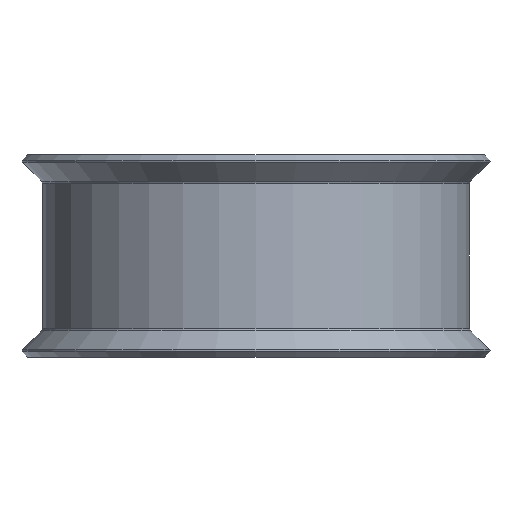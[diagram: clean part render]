
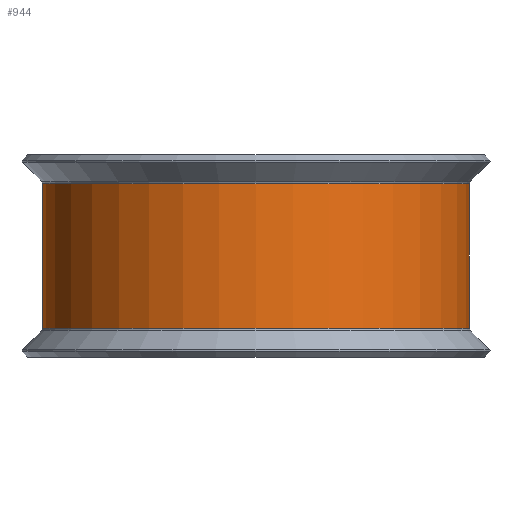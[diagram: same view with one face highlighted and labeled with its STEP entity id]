
A CAD part, front view. The second image highlights one B-rep face of the part: STEP entity #944.
In plain terms, the highlighted cylindrical face has radius 13.335 mm (diameter 26.67 mm), a partial arc.
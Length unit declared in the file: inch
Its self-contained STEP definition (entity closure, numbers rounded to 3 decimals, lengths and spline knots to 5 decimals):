
#18 = CARTESIAN_POINT ( 'NONE',  ( -0.025, -0.875, 0.25 ) ) ;
#108 = ORIENTED_EDGE ( 'NONE', *, *, #117, .F. ) ;
#117 = EDGE_CURVE ( 'NONE', #2026, #1770, #2366, .T. ) ;
#171 = CARTESIAN_POINT ( 'NONE',  ( -0.025, -0.875, -0.17722 ) ) ;
#187 = EDGE_CURVE ( 'NONE', #2134, #1770, #2775, .T. ) ;
#317 = VECTOR ( 'NONE', #639, 39.37008 ) ;
#389 = CARTESIAN_POINT ( 'NONE',  ( -0.025, -0.875, 0.17722 ) ) ;
#449 = DIRECTION ( 'NONE',  ( 0., 0., -1. ) ) ;
#470 = DIRECTION ( 'NONE',  ( -1., 0., 0. ) ) ;
#485 = CARTESIAN_POINT ( 'NONE',  ( 0.5, -0.875, -0.17722 ) ) ;
#584 = EDGE_CURVE ( 'NONE', #1281, #2134, #2741, .T. ) ;
#598 = CARTESIAN_POINT ( 'NONE',  ( 0.5, -0.35, -0.17722 ) ) ;
#639 = DIRECTION ( 'NONE',  ( 0., 0., -1. ) ) ;
#713 = CARTESIAN_POINT ( 'NONE',  ( 0.5, -0.875, 0.25 ) ) ;
#791 = DIRECTION ( 'NONE',  ( 0., 0., -1. ) ) ;
#856 = CARTESIAN_POINT ( 'NONE',  ( 0.5, -0.875, 0.17722 ) ) ;
#944 = ADVANCED_FACE ( 'NONE', ( #3032 ), #1761, .T. ) ;
#1098 = DIRECTION ( 'NONE',  ( -1., 0., 0. ) ) ;
#1118 = CARTESIAN_POINT ( 'NONE',  ( 0.5, -0.35, 0.25 ) ) ;
#1281 = VERTEX_POINT ( 'NONE', #2005 ) ;
#1421 = DIRECTION ( 'NONE',  ( 0., 0., -1. ) ) ;
#1602 = EDGE_CURVE ( 'NONE', #1281, #2026, #2876, .T. ) ;
#1761 = CYLINDRICAL_SURFACE ( 'NONE', #2865, 0.525 ) ;
#1770 = VERTEX_POINT ( 'NONE', #171 ) ;
#1898 = DIRECTION ( 'NONE',  ( -1., 0., 0. ) ) ;
#1954 = VECTOR ( 'NONE', #791, 39.37008 ) ;
#1968 = AXIS2_PLACEMENT_3D ( 'NONE', #856, #2535, #1098 ) ;
#2005 = CARTESIAN_POINT ( 'NONE',  ( 0.5, -0.35, 0.17722 ) ) ;
#2026 = VERTEX_POINT ( 'NONE', #598 ) ;
#2041 = AXIS2_PLACEMENT_3D ( 'NONE', #485, #449, #470 ) ;
#2134 = VERTEX_POINT ( 'NONE', #389 ) ;
#2242 = EDGE_LOOP ( 'NONE', ( #2708, #108, #2487, #2411 ) ) ;
#2366 = CIRCLE ( 'NONE', #2041, 0.525 ) ;
#2411 = ORIENTED_EDGE ( 'NONE', *, *, #584, .T. ) ;
#2487 = ORIENTED_EDGE ( 'NONE', *, *, #1602, .F. ) ;
#2535 = DIRECTION ( 'NONE',  ( 0., 0., -1. ) ) ;
#2708 = ORIENTED_EDGE ( 'NONE', *, *, #187, .T. ) ;
#2741 = CIRCLE ( 'NONE', #1968, 0.525 ) ;
#2775 = LINE ( 'NONE', #18, #1954 ) ;
#2865 = AXIS2_PLACEMENT_3D ( 'NONE', #713, #1421, #1898 ) ;
#2876 = LINE ( 'NONE', #1118, #317 ) ;
#3032 = FACE_OUTER_BOUND ( 'NONE', #2242, .T. ) ;
